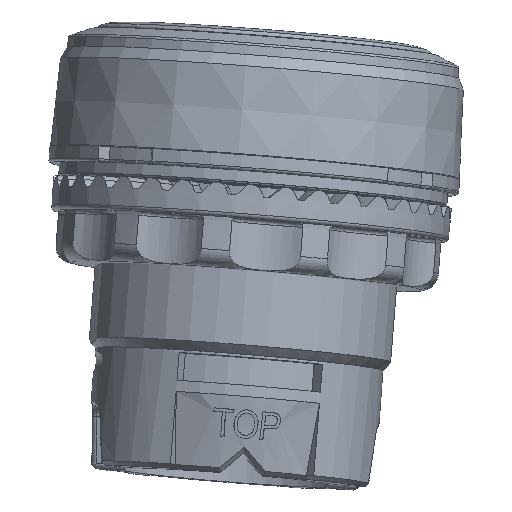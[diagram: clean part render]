
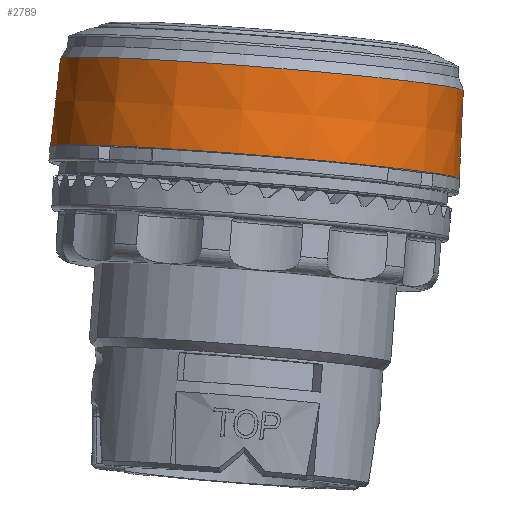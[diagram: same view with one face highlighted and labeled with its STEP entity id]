
A CAD part, top view. The second image highlights one B-rep face of the part: STEP entity #2789.
In plain terms, the highlighted conical face has half-angle 2 degrees and reference radius 14.527 mm.
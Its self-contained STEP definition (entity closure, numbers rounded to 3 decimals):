
#1594=CONICAL_SURFACE('',#10954,14.527,2.);
#2789=ADVANCED_FACE('',(#3668,#3669),#1594,.T.);
#3668=FACE_BOUND('',#3847,.T.);
#3669=FACE_BOUND('',#3848,.T.);
#3847=EDGE_LOOP('',(#4633));
#3848=EDGE_LOOP('',(#4634));
#4633=ORIENTED_EDGE('',*,*,#8855,.F.);
#4634=ORIENTED_EDGE('',*,*,#8856,.T.);
#7761=VERTEX_POINT('',#15086);
#7762=VERTEX_POINT('',#15089);
#8855=EDGE_CURVE('',#7761,#7761,#10433,.T.);
#8856=EDGE_CURVE('',#7762,#7762,#10434,.T.);
#10433=CIRCLE('',#10951,14.748);
#10434=CIRCLE('',#10953,14.527);
#10951=AXIS2_PLACEMENT_3D('',#15085,#12046,#12047);
#10953=AXIS2_PLACEMENT_3D('',#15088,#12050,#12051);
#10954=AXIS2_PLACEMENT_3D('',#15090,#12052,#12053);
#12046=DIRECTION('',(-0.079,-0.996,0.037));
#12047=DIRECTION('',(0.992,-0.082,-0.092));
#12050=DIRECTION('',(-0.079,-0.996,0.037));
#12051=DIRECTION('',(0.992,-0.082,-0.092));
#12052=DIRECTION('',(-0.079,-0.996,0.037));
#12053=DIRECTION('',(0.992,-0.082,-0.092));
#15085=CARTESIAN_POINT('',(0.842,22.023,3.475));
#15086=CARTESIAN_POINT('',(15.478,20.813,2.125));
#15088=CARTESIAN_POINT('',(1.342,28.328,3.241));
#15089=CARTESIAN_POINT('',(15.759,27.135,1.912));
#15090=CARTESIAN_POINT('',(1.342,28.328,3.241));
